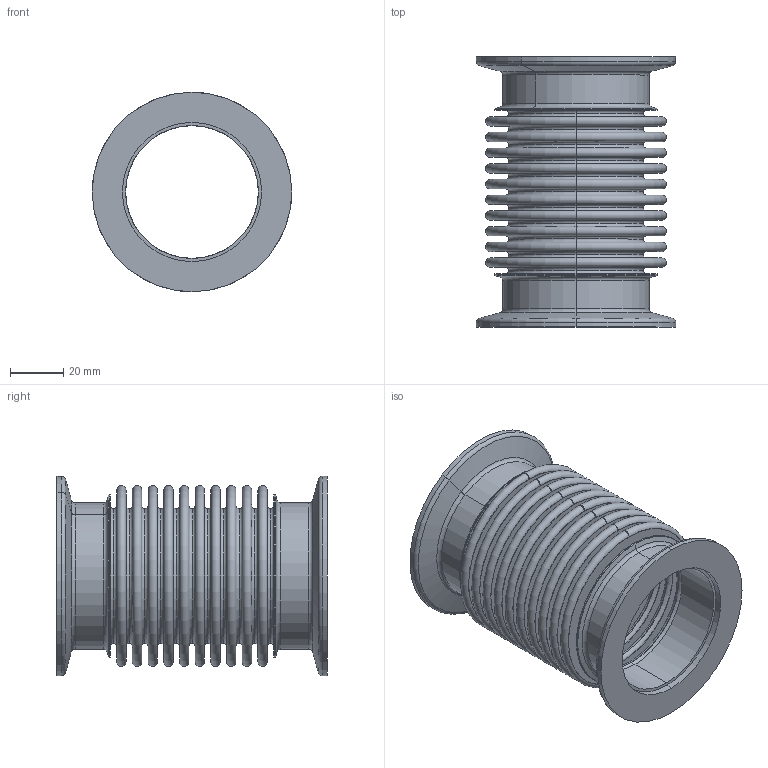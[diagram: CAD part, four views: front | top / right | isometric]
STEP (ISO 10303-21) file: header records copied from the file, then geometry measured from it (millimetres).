
FILE_DESCRIPTION (( 'STEP AP214' ), '1' );
FILE_NAME ('Hositrad_KX50-100.STEP', '2016-10-06T09:22:00', ( '' ), ( '' ), 'SwSTEP 2.0', 'SolidWorks 2016', '' );
FILE_SCHEMA (( 'AUTOMOTIVE_DESIGN' ));
Length unit declared in the file: millimetre
Products named in the file (3): KF50-stub; HydroFormedBellow-68-50-L65; Hositrad_KX50-100
Assembly tree (3 placements, depth 2):
  Hositrad_KX50-100
    HydroFormedBellow-68-50-L65
    KF50-stub  x2
Bounding box: 75 x 101.6 x 75 mm (x, y, z)
Volume: 45522.2 mm3; surface area: 105788.5 mm2
Topology: 3 solids, 3 shells, 228 faces, 456 edges, 280 vertices
Faces by surface type: torus 140, plane 52, cylinder 24, cone 12
Entity records: 5554 total; most frequent: DIRECTION 1204, CARTESIAN_POINT 862, ORIENTED_EDGE 808, AXIS2_PLACEMENT_3D 592, EDGE_CURVE 404, CIRCLE 384, VERTEX_POINT 250, EDGE_LOOP 250
